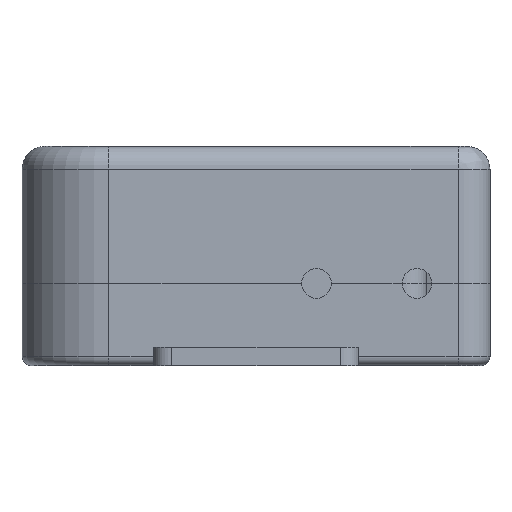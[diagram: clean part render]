
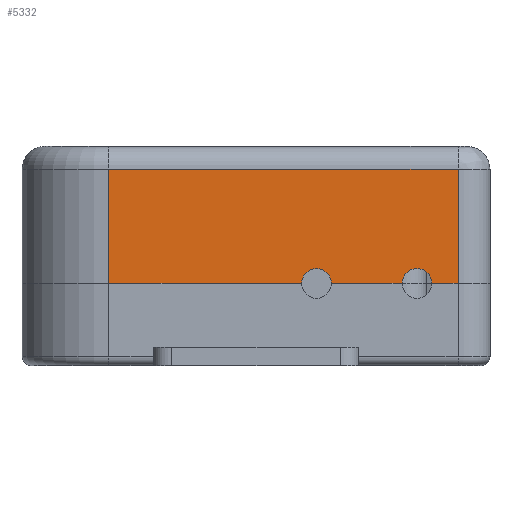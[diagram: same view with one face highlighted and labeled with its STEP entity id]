
A CAD part, left-side view. The second image highlights one B-rep face of the part: STEP entity #5332.
In plain terms, the highlighted planar face has unit normal (-1, 0, 0).
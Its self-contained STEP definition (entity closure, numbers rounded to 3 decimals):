
#343=PLANE('',#5891);
#640=FACE_OUTER_BOUND('',#970,.T.);
#970=EDGE_LOOP('',(#4999,#5000,#5001,#5002,#5003,#5004,#5005,#5006));
#1332=LINE('',#8591,#1836);
#1376=LINE('',#8721,#1880);
#1457=LINE('',#9050,#1961);
#1476=LINE('',#9118,#1980);
#1477=LINE('',#9120,#1981);
#1478=LINE('',#9121,#1982);
#1836=VECTOR('',#6957,10.);
#1880=VECTOR('',#7073,10.);
#1961=VECTOR('',#7410,10.);
#1980=VECTOR('',#7501,10.);
#1981=VECTOR('',#7504,10.);
#1982=VECTOR('',#7505,10.);
#2178=CIRCLE('',#5741,3.25);
#2180=CIRCLE('',#5744,3.25);
#2590=VERTEX_POINT('',#8588);
#2591=VERTEX_POINT('',#8590);
#2640=VERTEX_POINT('',#8718);
#2641=VERTEX_POINT('',#8720);
#2662=VERTEX_POINT('',#8770);
#2664=VERTEX_POINT('',#8776);
#2724=VERTEX_POINT('',#9044);
#2725=VERTEX_POINT('',#9048);
#3253=EDGE_CURVE('',#2591,#2590,#1332,.T.);
#3315=EDGE_CURVE('',#2641,#2640,#1376,.T.);
#3341=EDGE_CURVE('',#2640,#2662,#2178,.T.);
#3344=EDGE_CURVE('',#2664,#2591,#2180,.T.);
#3466=EDGE_CURVE('',#2724,#2725,#1457,.T.);
#3493=EDGE_CURVE('',#2590,#2725,#1476,.T.);
#3494=EDGE_CURVE('',#2662,#2664,#1477,.T.);
#3495=EDGE_CURVE('',#2641,#2724,#1478,.T.);
#4999=ORIENTED_EDGE('',*,*,#3341,.T.);
#5000=ORIENTED_EDGE('',*,*,#3494,.T.);
#5001=ORIENTED_EDGE('',*,*,#3344,.T.);
#5002=ORIENTED_EDGE('',*,*,#3253,.T.);
#5003=ORIENTED_EDGE('',*,*,#3493,.T.);
#5004=ORIENTED_EDGE('',*,*,#3466,.F.);
#5005=ORIENTED_EDGE('',*,*,#3495,.F.);
#5006=ORIENTED_EDGE('',*,*,#3315,.T.);
#5332=ADVANCED_FACE('',(#640),#343,.T.);
#5741=AXIS2_PLACEMENT_3D('',#8771,#7116,#7117);
#5744=AXIS2_PLACEMENT_3D('',#8777,#7123,#7124);
#5891=AXIS2_PLACEMENT_3D('',#9119,#7502,#7503);
#6957=DIRECTION('',(0.,-1.,0.));
#7073=DIRECTION('',(0.,-1.,0.));
#7116=DIRECTION('center_axis',(1.,0.,0.));
#7117=DIRECTION('ref_axis',(0.,1.,0.));
#7123=DIRECTION('center_axis',(1.,0.,0.));
#7124=DIRECTION('ref_axis',(0.,1.,0.));
#7410=DIRECTION('',(0.,-1.,0.));
#7501=DIRECTION('',(0.,0.,1.));
#7502=DIRECTION('center_axis',(-1.,0.,0.));
#7503=DIRECTION('ref_axis',(0.,-1.,0.));
#7504=DIRECTION('',(0.,-1.,0.));
#7505=DIRECTION('',(0.,0.,1.));
#8588=CARTESIAN_POINT('',(-7.5,-0.5,0.));
#8590=CARTESIAN_POINT('',(-7.5,5.25,0.));
#8591=CARTESIAN_POINT('',(-7.5,95.,0.));
#8718=CARTESIAN_POINT('',(-7.5,33.75,0.));
#8720=CARTESIAN_POINT('',(-7.5,76.,0.));
#8721=CARTESIAN_POINT('',(-7.5,95.,0.));
#8770=CARTESIAN_POINT('',(-7.5,27.25,0.));
#8771=CARTESIAN_POINT('Origin',(-7.5,30.5,0.));
#8776=CARTESIAN_POINT('',(-7.5,11.75,0.));
#8777=CARTESIAN_POINT('Origin',(-7.5,8.5,0.));
#9044=CARTESIAN_POINT('',(-7.5,76.,25.));
#9048=CARTESIAN_POINT('',(-7.5,-0.5,25.));
#9050=CARTESIAN_POINT('',(-7.5,59.875,25.));
#9118=CARTESIAN_POINT('',(-7.5,-0.5,0.));
#9119=CARTESIAN_POINT('Origin',(-7.5,76.,0.));
#9120=CARTESIAN_POINT('',(-7.5,95.,0.));
#9121=CARTESIAN_POINT('',(-7.5,76.,0.));
